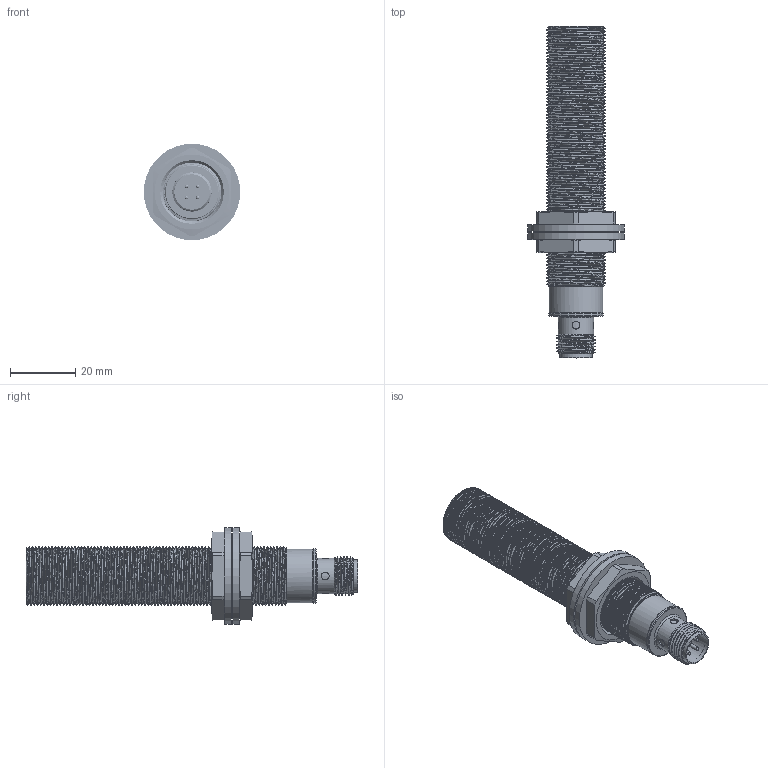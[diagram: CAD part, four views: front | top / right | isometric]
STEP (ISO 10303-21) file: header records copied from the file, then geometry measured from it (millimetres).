
FILE_DESCRIPTION(/* description */ (''),/* implementation_level */ '2;1');
FILE_NAME(/* name */ 'R1880成品图.stp',/* time_stamp */ '2025-12-26T16:50:13+08:00',/* author */ (''),/* organization */ (''),/* preprocessor_version */ 'ST-DEVELOPER v16.7',/* originating_system */ 'SIEMENS PLM Software NX 12.0',/* authorisation */ '');
FILE_SCHEMA (('AP203_CONFIGURATION_CONTROLLED_3D_DESIGN_OF_MECHANICAL_PARTS_AND_ASSEMBLIES_MIM_LF { 1 0 10303 403 2 1 2}'));
Products named in the file (1): Dell7B48AAB3r9sd
Bounding box: 29.6 x 101.8 x 29.6 mm (x, y, z)
Volume: 26618.8 mm3; surface area: 15889.2 mm2
Topology: 5 solids, 6 shells, 280 faces, 777 edges, 518 vertices
Faces by surface type: cylinder 146, plane 107, cone 14, bspline 12, torus 1
Full cylindrical faces by diameter (mm): 1 x4, 2.4 x4, 3 x1, 9.4 x1, 9.8 x1, 9.9 x1, 10.1 x1, 10.85 x7, 16.5 x80, 16.6 x1, 29.6 x2
Entity records: 74121 total; most frequent: CARTESIAN_POINT 69432, ORIENTED_EDGE 928, DIRECTION 894, EDGE_CURVE 464, VERTEX_POINT 325, AXIS2_PLACEMENT_3D 315, LINE 264, VECTOR 264
